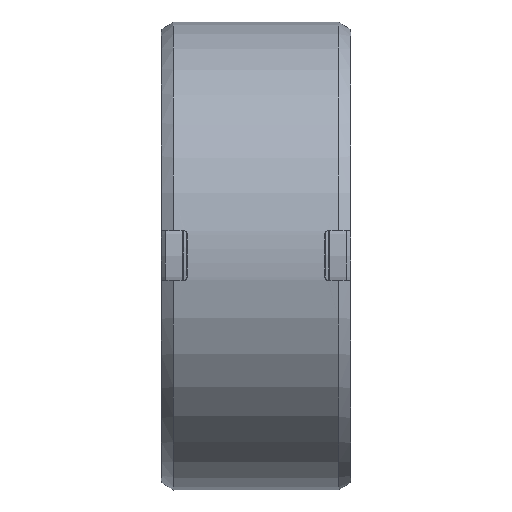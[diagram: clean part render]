
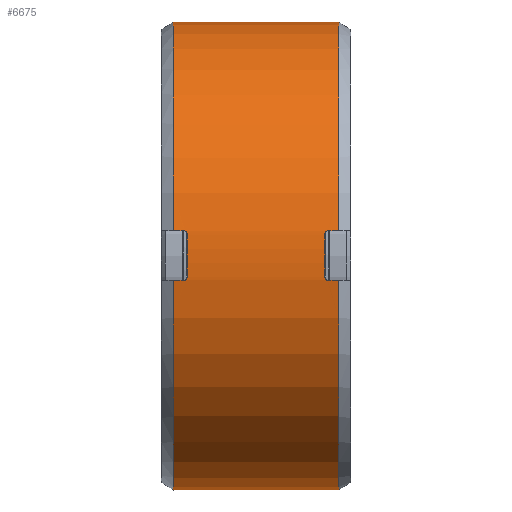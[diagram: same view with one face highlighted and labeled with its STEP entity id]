
A CAD part, top view. The second image highlights one B-rep face of the part: STEP entity #6675.
In plain terms, the highlighted cylindrical face has radius 23.5 mm (diameter 47 mm), a partial arc.
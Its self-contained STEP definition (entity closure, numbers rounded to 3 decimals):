
#5369=CARTESIAN_POINT('',(-6.9,0.,0.));
#5370=DIRECTION('',(1.,0.,0.));
#5371=DIRECTION('',(0.,0.089,0.996));
#5372=AXIS2_PLACEMENT_3D('',#5369,#5370,#5371);
#5546=DIRECTION('',(-1.,0.,0.));
#5547=VECTOR('',#5546,16.6);
#5548=CARTESIAN_POINT('',(8.3,23.5,0.));
#5549=LINE('',#5548,#5547);
#5563=CARTESIAN_POINT('',(-8.3,0.,0.));
#5564=DIRECTION('',(1.,0.,0.));
#5565=DIRECTION('',(0.,-0.106,0.994));
#5566=AXIS2_PLACEMENT_3D('',#5563,#5564,#5565);
#5587=CARTESIAN_POINT('',(6.9,-2.1,23.406));
#5588=CARTESIAN_POINT('',(6.9,-2.144,23.402));
#5589=CARTESIAN_POINT('',(6.914,-2.226,23.394));
#5590=CARTESIAN_POINT('',(6.972,-2.34,23.383));
#5591=CARTESIAN_POINT('',(7.062,-2.43,23.374));
#5592=CARTESIAN_POINT('',(7.175,-2.487,23.368));
#5593=CARTESIAN_POINT('',(7.257,-2.5,23.367));
#5594=CARTESIAN_POINT('',(7.3,-2.5,23.367));
#5596=DIRECTION('',(1.,0.,0.));
#5597=VECTOR('',#5596,1.);
#5598=CARTESIAN_POINT('',(7.3,-2.5,23.367));
#5599=LINE('',#5598,#5597);
#5600=DIRECTION('',(-1.,0.,0.));
#5601=VECTOR('',#5600,16.6);
#5602=CARTESIAN_POINT('',(8.3,-23.5,0.));
#5603=LINE('',#5602,#5601);
#5604=DIRECTION('',(1.,0.,0.));
#5605=VECTOR('',#5604,1.);
#5606=CARTESIAN_POINT('',(-8.3,-2.5,23.367));
#5607=LINE('',#5606,#5605);
#5608=CARTESIAN_POINT('',(-7.3,-2.5,23.367));
#5609=CARTESIAN_POINT('',(-7.257,-2.5,23.367));
#5610=CARTESIAN_POINT('',(-7.174,-2.487,
23.368));
#5611=CARTESIAN_POINT('',(-7.061,-2.429,
23.374));
#5612=CARTESIAN_POINT('',(-6.971,-2.339,
23.383));
#5613=CARTESIAN_POINT('',(-6.914,-2.226,
23.394));
#5614=CARTESIAN_POINT('',(-6.9,-2.144,23.402));
#5615=CARTESIAN_POINT('',(-6.9,-2.1,23.406));
#5617=CARTESIAN_POINT('',(-6.9,2.1,23.406));
#5618=CARTESIAN_POINT('',(-6.9,2.144,23.402));
#5619=CARTESIAN_POINT('',(-6.914,2.226,23.394));
#5620=CARTESIAN_POINT('',(-6.972,2.34,23.383));
#5621=CARTESIAN_POINT('',(-7.062,2.43,23.374));
#5622=CARTESIAN_POINT('',(-7.175,2.487,23.368));
#5623=CARTESIAN_POINT('',(-7.257,2.5,23.367));
#5624=CARTESIAN_POINT('',(-7.3,2.5,23.367));
#5626=DIRECTION('',(-1.,0.,0.));
#5627=VECTOR('',#5626,1.);
#5628=CARTESIAN_POINT('',(-7.3,2.5,23.367));
#5629=LINE('',#5628,#5627);
#5630=DIRECTION('',(-1.,0.,0.));
#5631=VECTOR('',#5630,1.);
#5632=CARTESIAN_POINT('',(8.3,2.5,23.367));
#5633=LINE('',#5632,#5631);
#5634=CARTESIAN_POINT('',(7.3,2.5,23.367));
#5635=CARTESIAN_POINT('',(7.257,2.5,23.367));
#5636=CARTESIAN_POINT('',(7.174,2.487,23.368));
#5637=CARTESIAN_POINT('',(7.061,2.429,23.374));
#5638=CARTESIAN_POINT('',(6.971,2.339,23.383));
#5639=CARTESIAN_POINT('',(6.914,2.226,23.394));
#5640=CARTESIAN_POINT('',(6.9,2.144,23.402));
#5641=CARTESIAN_POINT('',(6.9,2.1,23.406));
#5648=CARTESIAN_POINT('',(6.9,0.,0.));
#5649=DIRECTION('',(-1.,0.,0.));
#5650=DIRECTION('',(0.,-0.089,0.996));
#5651=AXIS2_PLACEMENT_3D('',#5648,#5649,#5650);
#5665=CARTESIAN_POINT('',(8.3,0.,0.));
#5666=DIRECTION('',(-1.,0.,0.));
#5667=DIRECTION('',(0.,0.106,0.994));
#5668=AXIS2_PLACEMENT_3D('',#5665,#5666,#5667);
#5735=CARTESIAN_POINT('',(8.3,0.,0.));
#5736=DIRECTION('',(-1.,0.,0.));
#5737=DIRECTION('',(0.,-1.,0.));
#5738=AXIS2_PLACEMENT_3D('',#5735,#5736,#5737);
#5740=CARTESIAN_POINT('',(8.3,-2.5,23.367));
#6013=CARTESIAN_POINT('',(-8.3,0.,0.));
#6014=DIRECTION('',(1.,0.,0.));
#6015=DIRECTION('',(0.,1.,0.));
#6016=AXIS2_PLACEMENT_3D('',#6013,#6014,#6015);
#6018=CARTESIAN_POINT('',(-8.3,2.5,23.367));
#6147=CARTESIAN_POINT('',(-7.3,-2.5,23.367));
#6149=VERTEX_POINT('',#6147);
#6151=CARTESIAN_POINT('',(-8.3,-2.5,23.367));
#6152=VERTEX_POINT('',#6151);
#6170=CARTESIAN_POINT('',(-6.9,-2.1,23.406));
#6172=VERTEX_POINT('',#6170);
#6173=CARTESIAN_POINT('',(-6.9,2.1,23.406));
#6175=VERTEX_POINT('',#6173);
#6186=CARTESIAN_POINT('',(-7.3,2.5,23.367));
#6188=VERTEX_POINT('',#6186);
#6195=VERTEX_POINT('',#6018);
#6268=CARTESIAN_POINT('',(7.3,-2.5,23.367));
#6270=VERTEX_POINT('',#6268);
#6274=VERTEX_POINT('',#5740);
#6284=VERTEX_POINT('',#5587);
#6287=CARTESIAN_POINT('',(6.9,2.1,23.406));
#6288=VERTEX_POINT('',#6287);
#6289=CARTESIAN_POINT('',(8.3,-23.5,0.));
#6290=VERTEX_POINT('',#6289);
#6291=CARTESIAN_POINT('',(-8.3,-23.5,0.));
#6292=VERTEX_POINT('',#6291);
#6293=CARTESIAN_POINT('',(-8.3,23.5,0.));
#6294=VERTEX_POINT('',#6293);
#6295=CARTESIAN_POINT('',(8.3,23.5,0.));
#6296=VERTEX_POINT('',#6295);
#6297=CARTESIAN_POINT('',(8.3,2.5,23.367));
#6298=VERTEX_POINT('',#6297);
#6299=CARTESIAN_POINT('',(7.3,2.5,23.367));
#6300=VERTEX_POINT('',#6299);
#6644=CARTESIAN_POINT('',(-9.5,0.,0.));
#6645=DIRECTION('',(1.,0.,0.));
#6646=DIRECTION('',(0.,-1.,0.));
#6647=AXIS2_PLACEMENT_3D('',#6644,#6645,#6646);
#6648=CYLINDRICAL_SURFACE('',#6647,23.5);
#6650=ORIENTED_EDGE('',*,*,#6649,.F.);
#6652=ORIENTED_EDGE('',*,*,#6651,.T.);
#6654=ORIENTED_EDGE('',*,*,#6653,.T.);
#6656=ORIENTED_EDGE('',*,*,#6655,.F.);
#6657=ORIENTED_EDGE('',*,*,#6605,.T.);
#6658=ORIENTED_EDGE('',*,*,#6635,.F.);
#6659=ORIENTED_EDGE('',*,*,#6351,.T.);
#6660=ORIENTED_EDGE('',*,*,#6374,.T.);
#6661=ORIENTED_EDGE('',*,*,#6389,.F.);
#6662=ORIENTED_EDGE('',*,*,#6404,.T.);
#6663=ORIENTED_EDGE('',*,*,#6430,.T.);
#6665=ORIENTED_EDGE('',*,*,#6664,.F.);
#6666=ORIENTED_EDGE('',*,*,#6621,.F.);
#6668=ORIENTED_EDGE('',*,*,#6667,.F.);
#6670=ORIENTED_EDGE('',*,*,#6669,.T.);
#6672=ORIENTED_EDGE('',*,*,#6671,.T.);
#6673=EDGE_LOOP('',(#6650,#6652,#6654,#6656,#6657,#6658,#6659,#6660,#6661,#6662,
#6663,#6665,#6666,#6668,#6670,#6672));
#6674=FACE_OUTER_BOUND('',#6673,.F.);
#5373=CIRCLE('',#5372,23.5);
#5567=CIRCLE('',#5566,23.5);
#5595=B_SPLINE_CURVE_WITH_KNOTS('',3,(#5587,#5588,#5589,#5590,#5591,#5592,#5593,
#5594),.UNSPECIFIED.,.F.,.F.,(4,1,1,1,1,4),(0.,0.2,0.4,0.6,0.8,1.),
.UNSPECIFIED.);
#5616=B_SPLINE_CURVE_WITH_KNOTS('',3,(#5608,#5609,#5610,#5611,#5612,#5613,#5614,
#5615),.UNSPECIFIED.,.F.,.F.,(4,1,1,1,1,4),(0.,0.2,0.4,0.6,0.8,1.),
.UNSPECIFIED.);
#5625=B_SPLINE_CURVE_WITH_KNOTS('',3,(#5617,#5618,#5619,#5620,#5621,#5622,#5623,
#5624),.UNSPECIFIED.,.F.,.F.,(4,1,1,1,1,4),(0.,0.2,0.4,0.6,0.8,1.),
.UNSPECIFIED.);
#5642=B_SPLINE_CURVE_WITH_KNOTS('',3,(#5634,#5635,#5636,#5637,#5638,#5639,#5640,
#5641),.UNSPECIFIED.,.F.,.F.,(4,1,1,1,1,4),(0.,0.2,0.4,0.6,0.8,1.),
.UNSPECIFIED.);
#5652=CIRCLE('',#5651,23.5);
#5669=CIRCLE('',#5668,23.5);
#5739=CIRCLE('',#5738,23.5);
#6017=CIRCLE('',#6016,23.5);
#6351=EDGE_CURVE('',#6152,#6149,#5607,.T.);
#6374=EDGE_CURVE('',#6149,#6172,#5616,.T.);
#6389=EDGE_CURVE('',#6175,#6172,#5373,.T.);
#6404=EDGE_CURVE('',#6175,#6188,#5625,.T.);
#6430=EDGE_CURVE('',#6188,#6195,#5629,.T.);
#6605=EDGE_CURVE('',#6290,#6292,#5603,.T.);
#6621=EDGE_CURVE('',#6296,#6294,#5549,.T.);
#6635=EDGE_CURVE('',#6152,#6292,#5567,.T.);
#6649=EDGE_CURVE('',#6284,#6288,#5652,.T.);
#6651=EDGE_CURVE('',#6284,#6270,#5595,.T.);
#6653=EDGE_CURVE('',#6270,#6274,#5599,.T.);
#6655=EDGE_CURVE('',#6290,#6274,#5739,.T.);
#6664=EDGE_CURVE('',#6294,#6195,#6017,.T.);
#6667=EDGE_CURVE('',#6298,#6296,#5669,.T.);
#6669=EDGE_CURVE('',#6298,#6300,#5633,.T.);
#6671=EDGE_CURVE('',#6300,#6288,#5642,.T.);
#6675=ADVANCED_FACE('',(#6674),#6648,.T.);
